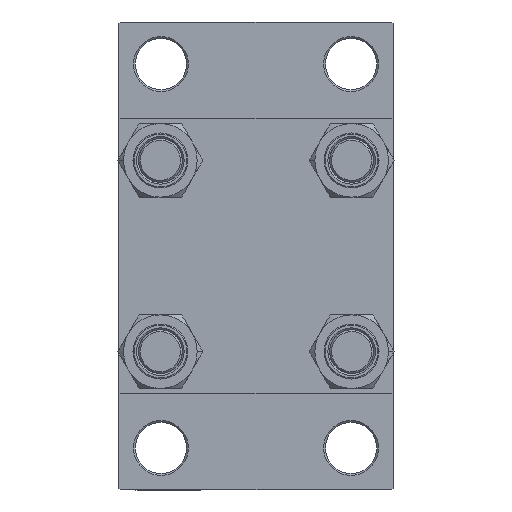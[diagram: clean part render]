
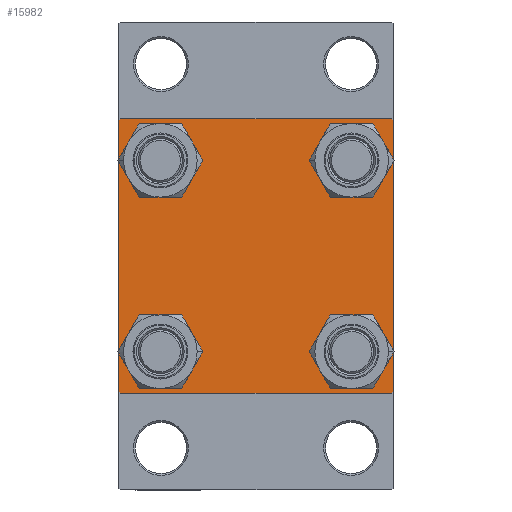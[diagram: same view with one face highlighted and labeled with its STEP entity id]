
A CAD part, left-side view. The second image highlights one B-rep face of the part: STEP entity #15982.
In plain terms, the highlighted planar face has unit normal (-1, 0, 0).
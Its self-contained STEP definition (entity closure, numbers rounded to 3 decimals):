
#94 = DIRECTION ( 'NONE',  ( 0., -1., 0. ) ) ;
#547 = DIRECTION ( 'NONE',  ( 1., 0., 0. ) ) ;
#569 = DIRECTION ( 'NONE',  ( 0., 0.707, 0.707 ) ) ;
#729 = CARTESIAN_POINT ( 'NONE',  ( 0., 26.15, -32.65 ) ) ;
#781 = DIRECTION ( 'NONE',  ( 0., 0., 1. ) ) ;
#1291 = ORIENTED_EDGE ( 'NONE', *, *, #42515, .T. ) ;
#1638 = EDGE_CURVE ( 'NONE', #36976, #41920, #30108, .T. ) ;
#2077 = EDGE_CURVE ( 'NONE', #41920, #28613, #2354, .T. ) ;
#2354 = LINE ( 'NONE', #42213, #39386 ) ;
#2676 = VERTEX_POINT ( 'NONE', #46800 ) ;
#2840 = CARTESIAN_POINT ( 'NONE',  ( 0., -26.15, -26.15 ) ) ;
#2976 = VERTEX_POINT ( 'NONE', #8527 ) ;
#3485 = ORIENTED_EDGE ( 'NONE', *, *, #26865, .T. ) ;
#3717 = PLANE ( 'NONE',  #39385 ) ;
#3952 = DIRECTION ( 'NONE',  ( 0., -0.707, 0.707 ) ) ;
#4457 = CIRCLE ( 'NONE', #30378, 6.5 ) ;
#4558 = EDGE_LOOP ( 'NONE', ( #18653, #15898 ) ) ;
#4649 = VECTOR ( 'NONE', #569, 1000. ) ;
#5092 = AXIS2_PLACEMENT_3D ( 'NONE', #2840, #20504, #28144 ) ;
#5172 = AXIS2_PLACEMENT_3D ( 'NONE', #23427, #27468, #46075 ) ;
#5766 = EDGE_CURVE ( 'NONE', #23138, #26822, #41574, .T. ) ;
#5794 = VECTOR ( 'NONE', #3952, 1000. ) ;
#5804 = VECTOR ( 'NONE', #94, 1000. ) ;
#6350 = VERTEX_POINT ( 'NONE', #10275 ) ;
#6464 = DIRECTION ( 'NONE',  ( 1., 0., 0. ) ) ;
#6698 = CIRCLE ( 'NONE', #5172, 6.5 ) ;
#6773 = AXIS2_PLACEMENT_3D ( 'NONE', #10448, #47210, #43628 ) ;
#7619 = ORIENTED_EDGE ( 'NONE', *, *, #8943, .T. ) ;
#7833 = VERTEX_POINT ( 'NONE', #35111 ) ;
#8432 = DIRECTION ( 'NONE',  ( 0., 0., -1. ) ) ;
#8527 = CARTESIAN_POINT ( 'NONE',  ( 0., 37., 37.5 ) ) ;
#8943 = EDGE_CURVE ( 'NONE', #7833, #36976, #44959, .T. ) ;
#10264 = LINE ( 'NONE', #17667, #33347 ) ;
#10275 = CARTESIAN_POINT ( 'NONE',  ( 0., 26.15, -19.65 ) ) ;
#10448 = CARTESIAN_POINT ( 'NONE',  ( 0., -26.15, -26.15 ) ) ;
#10735 = EDGE_CURVE ( 'NONE', #2976, #14313, #33493, .T. ) ;
#10856 = ORIENTED_EDGE ( 'NONE', *, *, #10735, .F. ) ;
#11070 = CARTESIAN_POINT ( 'NONE',  ( 0., 37.5, 37.5 ) ) ;
#11102 = FACE_BOUND ( 'NONE', #41223, .T. ) ;
#11479 = CIRCLE ( 'NONE', #37457, 6.5 ) ;
#11578 = LINE ( 'NONE', #22549, #5794 ) ;
#11700 = EDGE_LOOP ( 'NONE', ( #20272, #3485 ) ) ;
#12245 = CARTESIAN_POINT ( 'NONE',  ( 0., 26.15, -26.15 ) ) ;
#12683 = CARTESIAN_POINT ( 'NONE',  ( 0., 37.25, -37.25 ) ) ;
#14313 = VERTEX_POINT ( 'NONE', #39355 ) ;
#14336 = ORIENTED_EDGE ( 'NONE', *, *, #1638, .T. ) ;
#14665 = DIRECTION ( 'NONE',  ( 1., 0., 0. ) ) ;
#15449 = DIRECTION ( 'NONE',  ( 1., 0., 0. ) ) ;
#15547 = CARTESIAN_POINT ( 'NONE',  ( 0., 37.5, -37. ) ) ;
#15652 = CARTESIAN_POINT ( 'NONE',  ( 0., -26.15, 26.15 ) ) ;
#15898 = ORIENTED_EDGE ( 'NONE', *, *, #40371, .T. ) ;
#15901 = DIRECTION ( 'NONE',  ( 0., 0., 1. ) ) ;
#15982 = ADVANCED_FACE ( 'NONE', ( #11102, #25901, #39981, #21841, #22318 ), #3717, .T. ) ;
#16839 = ORIENTED_EDGE ( 'NONE', *, *, #17044, .T. ) ;
#16913 = DIRECTION ( 'NONE',  ( 0., -1., 0. ) ) ;
#17044 = EDGE_CURVE ( 'NONE', #6350, #35964, #39422, .T. ) ;
#17667 = CARTESIAN_POINT ( 'NONE',  ( 0., 37.25, 37.25 ) ) ;
#18033 = DIRECTION ( 'NONE',  ( -1., 0., 0. ) ) ;
#18276 = DIRECTION ( 'NONE',  ( 0., 0., 1. ) ) ;
#18653 = ORIENTED_EDGE ( 'NONE', *, *, #20954, .T. ) ;
#18907 = EDGE_CURVE ( 'NONE', #26822, #23138, #4457, .T. ) ;
#19664 = AXIS2_PLACEMENT_3D ( 'NONE', #39383, #6464, #46790 ) ;
#20272 = ORIENTED_EDGE ( 'NONE', *, *, #43633, .T. ) ;
#20504 = DIRECTION ( 'NONE',  ( 1., 0., 0. ) ) ;
#20954 = EDGE_CURVE ( 'NONE', #26288, #2676, #41085, .T. ) ;
#20974 = AXIS2_PLACEMENT_3D ( 'NONE', #25161, #14665, #36375 ) ;
#21379 = CARTESIAN_POINT ( 'NONE',  ( 0., 0., 0. ) ) ;
#21841 = FACE_BOUND ( 'NONE', #11700, .T. ) ;
#22318 = FACE_OUTER_BOUND ( 'NONE', #33107, .T. ) ;
#22370 = ORIENTED_EDGE ( 'NONE', *, *, #46198, .F. ) ;
#22492 = VECTOR ( 'NONE', #8432, 1000. ) ;
#22549 = CARTESIAN_POINT ( 'NONE',  ( 0., -37.25, -37.25 ) ) ;
#22816 = DIRECTION ( 'NONE',  ( 1., 0., 0. ) ) ;
#23138 = VERTEX_POINT ( 'NONE', #24950 ) ;
#23427 = CARTESIAN_POINT ( 'NONE',  ( 0., 26.15, -26.15 ) ) ;
#23659 = VERTEX_POINT ( 'NONE', #38622 ) ;
#24933 = ORIENTED_EDGE ( 'NONE', *, *, #2077, .T. ) ;
#24950 = CARTESIAN_POINT ( 'NONE',  ( 0., -26.15, 32.65 ) ) ;
#25161 = CARTESIAN_POINT ( 'NONE',  ( 0., -26.15, 26.15 ) ) ;
#25211 = ORIENTED_EDGE ( 'NONE', *, *, #39020, .T. ) ;
#25627 = CARTESIAN_POINT ( 'NONE',  ( 0., -37.25, 37.25 ) ) ;
#25901 = FACE_BOUND ( 'NONE', #4558, .T. ) ;
#26288 = VERTEX_POINT ( 'NONE', #47141 ) ;
#26298 = EDGE_CURVE ( 'NONE', #27423, #14313, #39724, .T. ) ;
#26316 = CARTESIAN_POINT ( 'NONE',  ( 0., 37.5, 37.5 ) ) ;
#26822 = VERTEX_POINT ( 'NONE', #40737 ) ;
#26865 = EDGE_CURVE ( 'NONE', #30040, #39309, #11479, .T. ) ;
#26918 = ORIENTED_EDGE ( 'NONE', *, *, #18907, .T. ) ;
#27423 = VERTEX_POINT ( 'NONE', #42559 ) ;
#27468 = DIRECTION ( 'NONE',  ( 1., 0., 0. ) ) ;
#28144 = DIRECTION ( 'NONE',  ( 0., 0., 1. ) ) ;
#28613 = VERTEX_POINT ( 'NONE', #46491 ) ;
#28930 = CARTESIAN_POINT ( 'NONE',  ( 0., 26.15, 19.65 ) ) ;
#29655 = CARTESIAN_POINT ( 'NONE',  ( 0., 26.15, 32.65 ) ) ;
#30040 = VERTEX_POINT ( 'NONE', #28930 ) ;
#30108 = LINE ( 'NONE', #12683, #47031 ) ;
#30378 = AXIS2_PLACEMENT_3D ( 'NONE', #15652, #22816, #15901 ) ;
#30596 = DIRECTION ( 'NONE',  ( 0., -0.707, -0.707 ) ) ;
#32079 = ORIENTED_EDGE ( 'NONE', *, *, #5766, .T. ) ;
#32366 = ORIENTED_EDGE ( 'NONE', *, *, #26298, .T. ) ;
#33107 = EDGE_LOOP ( 'NONE', ( #7619, #14336, #24933, #25211, #22370, #32366, #10856, #1291 ) ) ;
#33274 = CIRCLE ( 'NONE', #5092, 6.5 ) ;
#33347 = VECTOR ( 'NONE', #42967, 1000. ) ;
#33493 = LINE ( 'NONE', #11070, #5804 ) ;
#34840 = VECTOR ( 'NONE', #45730, 1000. ) ;
#35111 = CARTESIAN_POINT ( 'NONE',  ( 0., 37.5, 37. ) ) ;
#35964 = VERTEX_POINT ( 'NONE', #729 ) ;
#36375 = DIRECTION ( 'NONE',  ( 0., 0., 1. ) ) ;
#36976 = VERTEX_POINT ( 'NONE', #15547 ) ;
#37391 = LINE ( 'NONE', #45267, #34840 ) ;
#37457 = AXIS2_PLACEMENT_3D ( 'NONE', #40509, #15449, #40273 ) ;
#37805 = CARTESIAN_POINT ( 'NONE',  ( 0., 37., -37.5 ) ) ;
#37973 = CIRCLE ( 'NONE', #19664, 6.5 ) ;
#38622 = CARTESIAN_POINT ( 'NONE',  ( 0., -37.5, -37. ) ) ;
#38837 = ORIENTED_EDGE ( 'NONE', *, *, #42411, .T. ) ;
#39020 = EDGE_CURVE ( 'NONE', #28613, #23659, #11578, .T. ) ;
#39309 = VERTEX_POINT ( 'NONE', #29655 ) ;
#39355 = CARTESIAN_POINT ( 'NONE',  ( 0., -37., 37.5 ) ) ;
#39383 = CARTESIAN_POINT ( 'NONE',  ( 0., 26.15, 26.15 ) ) ;
#39385 = AXIS2_PLACEMENT_3D ( 'NONE', #21379, #18033, #18276 ) ;
#39386 = VECTOR ( 'NONE', #16913, 1000. ) ;
#39422 = CIRCLE ( 'NONE', #47069, 6.5 ) ;
#39724 = LINE ( 'NONE', #25627, #4649 ) ;
#39981 = FACE_BOUND ( 'NONE', #42283, .T. ) ;
#40273 = DIRECTION ( 'NONE',  ( 0., 0., 1. ) ) ;
#40371 = EDGE_CURVE ( 'NONE', #2676, #26288, #33274, .T. ) ;
#40509 = CARTESIAN_POINT ( 'NONE',  ( 0., 26.15, 26.15 ) ) ;
#40737 = CARTESIAN_POINT ( 'NONE',  ( 0., -26.15, 19.65 ) ) ;
#41085 = CIRCLE ( 'NONE', #6773, 6.5 ) ;
#41223 = EDGE_LOOP ( 'NONE', ( #32079, #26918 ) ) ;
#41574 = CIRCLE ( 'NONE', #20974, 6.5 ) ;
#41920 = VERTEX_POINT ( 'NONE', #37805 ) ;
#42213 = CARTESIAN_POINT ( 'NONE',  ( 0., 37.5, -37.5 ) ) ;
#42283 = EDGE_LOOP ( 'NONE', ( #16839, #38837 ) ) ;
#42411 = EDGE_CURVE ( 'NONE', #35964, #6350, #6698, .T. ) ;
#42515 = EDGE_CURVE ( 'NONE', #2976, #7833, #10264, .T. ) ;
#42559 = CARTESIAN_POINT ( 'NONE',  ( 0., -37.5, 37. ) ) ;
#42967 = DIRECTION ( 'NONE',  ( 0., 0.707, -0.707 ) ) ;
#43628 = DIRECTION ( 'NONE',  ( 0., 0., 1. ) ) ;
#43633 = EDGE_CURVE ( 'NONE', #39309, #30040, #37973, .T. ) ;
#44959 = LINE ( 'NONE', #26316, #22492 ) ;
#45267 = CARTESIAN_POINT ( 'NONE',  ( 0., -37.5, 37.5 ) ) ;
#45730 = DIRECTION ( 'NONE',  ( 0., 0., -1. ) ) ;
#46075 = DIRECTION ( 'NONE',  ( 0., 0., 1. ) ) ;
#46198 = EDGE_CURVE ( 'NONE', #27423, #23659, #37391, .T. ) ;
#46491 = CARTESIAN_POINT ( 'NONE',  ( 0., -37., -37.5 ) ) ;
#46790 = DIRECTION ( 'NONE',  ( 0., 0., 1. ) ) ;
#46800 = CARTESIAN_POINT ( 'NONE',  ( 0., -26.15, -32.65 ) ) ;
#47031 = VECTOR ( 'NONE', #30596, 1000. ) ;
#47069 = AXIS2_PLACEMENT_3D ( 'NONE', #12245, #547, #781 ) ;
#47141 = CARTESIAN_POINT ( 'NONE',  ( 0., -26.15, -19.65 ) ) ;
#47210 = DIRECTION ( 'NONE',  ( 1., 0., 0. ) ) ;
